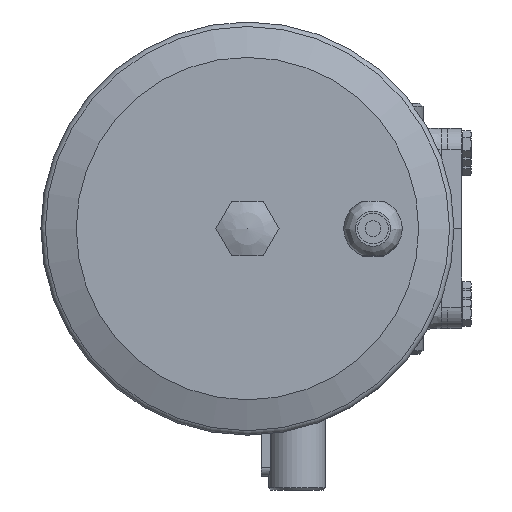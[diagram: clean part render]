
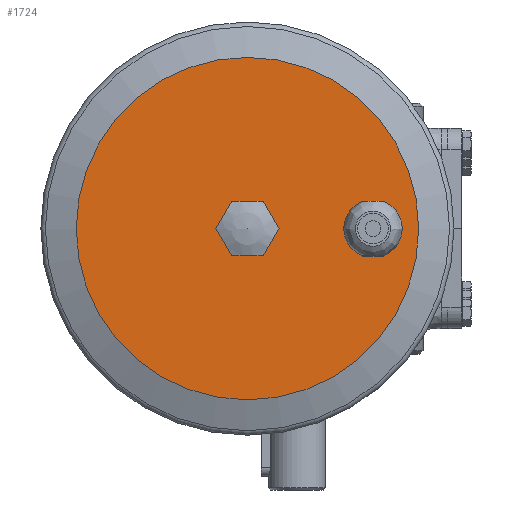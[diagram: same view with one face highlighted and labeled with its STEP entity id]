
A CAD part, left-side view. The second image highlights one B-rep face of the part: STEP entity #1724.
In plain terms, the highlighted planar face has unit normal (-1, 0, 0).
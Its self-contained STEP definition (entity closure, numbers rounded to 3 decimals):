
#1724 = ADVANCED_FACE( '', ( #3984, #3985, #3986 ), #3987, .T. );
#3984 = FACE_BOUND( '', #12458, .T. );
#3985 = FACE_OUTER_BOUND( '', #12459, .T. );
#3986 = FACE_BOUND( '', #12460, .T. );
#3987 = PLANE( '', #12461 );
#12458 = EDGE_LOOP( '', ( #20577, #20578, #20579, #20580 ) );
#12459 = EDGE_LOOP( '', ( #20581 ) );
#12460 = EDGE_LOOP( '', ( #20582, #20583, #20584, #20585, #20586, #20587 ) );
#12461 = AXIS2_PLACEMENT_3D( '', #20588, #20589, #20590 );
#20577 = ORIENTED_EDGE( '', *, *, #24526, .F. );
#20578 = ORIENTED_EDGE( '', *, *, #24300, .F. );
#20579 = ORIENTED_EDGE( '', *, *, #25022, .F. );
#20580 = ORIENTED_EDGE( '', *, *, #25023, .T. );
#20581 = ORIENTED_EDGE( '', *, *, #23408, .T. );
#20582 = ORIENTED_EDGE( '', *, *, #23677, .T. );
#20583 = ORIENTED_EDGE( '', *, *, #24418, .T. );
#20584 = ORIENTED_EDGE( '', *, *, #25024, .T. );
#20585 = ORIENTED_EDGE( '', *, *, #24851, .T. );
#20586 = ORIENTED_EDGE( '', *, *, #25025, .T. );
#20587 = ORIENTED_EDGE( '', *, *, #24084, .T. );
#20588 = CARTESIAN_POINT( '', ( -522.5, -53.2, 0. ) );
#20589 = DIRECTION( '', ( -1., 0., 0. ) );
#20590 = DIRECTION( '', ( 0., -1., 0. ) );
#23408 = EDGE_CURVE( '', #25937, #25937, #25938, .T. );
#23677 = EDGE_CURVE( '', #26398, #26400, #26402, .T. );
#24084 = EDGE_CURVE( '', #27060, #26398, #27062, .T. );
#24300 = EDGE_CURVE( '', #27388, #27391, #27392, .T. );
#24418 = EDGE_CURVE( '', #26400, #27564, #27566, .T. );
#24526 = EDGE_CURVE( '', #27391, #27724, #27725, .T. );
#24851 = EDGE_CURVE( '', #28151, #28153, #28155, .T. );
#25022 = EDGE_CURVE( '', #28383, #27388, #28384, .T. );
#25023 = EDGE_CURVE( '', #28383, #27724, #28385, .T. );
#25024 = EDGE_CURVE( '', #27564, #28151, #28386, .T. );
#25025 = EDGE_CURVE( '', #28153, #27060, #28387, .T. );
#25937 = VERTEX_POINT( '', #30004 );
#25938 = CIRCLE( '', #30005, 75. );
#26398 = VERTEX_POINT( '', #30995 );
#26400 = VERTEX_POINT( '', #30998 );
#26402 = LINE( '', #31001, #31002 );
#27060 = VERTEX_POINT( '', #32617 );
#27062 = LINE( '', #32620, #32621 );
#27388 = VERTEX_POINT( '', #33398 );
#27391 = VERTEX_POINT( '', #33402 );
#27392 = LINE( '', #33403, #33404 );
#27564 = VERTEX_POINT( '', #33924 );
#27566 = LINE( '', #33927, #33928 );
#27724 = VERTEX_POINT( '', #34294 );
#27725 = CIRCLE( '', #34295, 12.8 );
#28151 = VERTEX_POINT( '', #35559 );
#28153 = VERTEX_POINT( '', #35562 );
#28155 = LINE( '', #35565, #35566 );
#28383 = VERTEX_POINT( '', #36342 );
#28384 = CIRCLE( '', #36343, 12.8 );
#28385 = LINE( '', #36344, #36345 );
#28386 = LINE( '', #36346, #36347 );
#28387 = LINE( '', #36348, #36349 );
#30004 = CARTESIAN_POINT( '', ( -522.5, -53.2, 0. ) );
#30005 = AXIS2_PLACEMENT_3D( '', #38228, #38229, #38230 );
#30995 = CARTESIAN_POINT( '', ( -522.5, 28.728, -12. ) );
#30998 = CARTESIAN_POINT( '', ( -522.5, 35.656, 0. ) );
#31001 = CARTESIAN_POINT( '', ( -522.5, 28.728, -12. ) );
#31002 = VECTOR( '', #38600, 1000. );
#32617 = CARTESIAN_POINT( '', ( -522.5, 14.872, -12. ) );
#32620 = CARTESIAN_POINT( '', ( -522.5, 14.872, -12. ) );
#32621 = VECTOR( '', #39096, 1000. );
#33398 = CARTESIAN_POINT( '', ( -522.5, -37.654, 12. ) );
#33402 = CARTESIAN_POINT( '', ( -522.5, -28.746, 12. ) );
#33403 = CARTESIAN_POINT( '', ( -522.5, -37.654, 12. ) );
#33404 = VECTOR( '', #39312, 1000. );
#33924 = CARTESIAN_POINT( '', ( -522.5, 28.728, 12. ) );
#33927 = CARTESIAN_POINT( '', ( -522.5, 35.656, 0. ) );
#33928 = VECTOR( '', #39459, 1000. );
#34294 = CARTESIAN_POINT( '', ( -522.5, -28.746, -12. ) );
#34295 = AXIS2_PLACEMENT_3D( '', #39571, #39572, #39573 );
#35559 = CARTESIAN_POINT( '', ( -522.5, 14.872, 12. ) );
#35562 = CARTESIAN_POINT( '', ( -522.5, 7.944, 0. ) );
#35565 = CARTESIAN_POINT( '', ( -522.5, 14.872, 12. ) );
#35566 = VECTOR( '', #39885, 1000. );
#36342 = CARTESIAN_POINT( '', ( -522.5, -37.654, -12. ) );
#36343 = AXIS2_PLACEMENT_3D( '', #40032, #40033, #40034 );
#36344 = CARTESIAN_POINT( '', ( -522.5, -37.654, -12. ) );
#36345 = VECTOR( '', #40035, 1000. );
#36346 = CARTESIAN_POINT( '', ( -522.5, 28.728, 12. ) );
#36347 = VECTOR( '', #40036, 1000. );
#36348 = CARTESIAN_POINT( '', ( -522.5, 7.944, 0. ) );
#36349 = VECTOR( '', #40037, 1000. );
#38228 = CARTESIAN_POINT( '', ( -522.5, 21.8, 0. ) );
#38229 = DIRECTION( '', ( -1., 0., 0. ) );
#38230 = DIRECTION( '', ( 0., -1., 0. ) );
#38600 = DIRECTION( '', ( 0., 0.5, 0.866 ) );
#39096 = DIRECTION( '', ( 0., 1., 0. ) );
#39312 = DIRECTION( '', ( 0., 1., 0. ) );
#39459 = DIRECTION( '', ( 0., -0.5, 0.866 ) );
#39571 = CARTESIAN_POINT( '', ( -522.5, -33.2, 0. ) );
#39572 = DIRECTION( '', ( -1., 0., 0. ) );
#39573 = DIRECTION( '', ( 0., -1., 0. ) );
#39885 = DIRECTION( '', ( 0., -0.5, -0.866 ) );
#40032 = CARTESIAN_POINT( '', ( -522.5, -33.2, 0. ) );
#40033 = DIRECTION( '', ( -1., 0., 0. ) );
#40034 = DIRECTION( '', ( 0., -1., 0. ) );
#40035 = DIRECTION( '', ( 0., 1., 0. ) );
#40036 = DIRECTION( '', ( 0., -1., 0. ) );
#40037 = DIRECTION( '', ( 0., 0.5, -0.866 ) );
